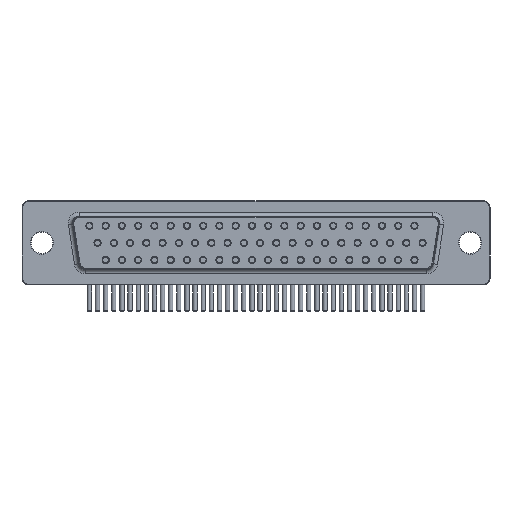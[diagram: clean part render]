
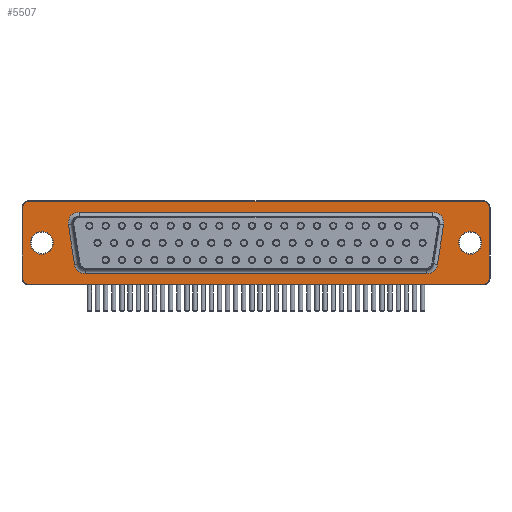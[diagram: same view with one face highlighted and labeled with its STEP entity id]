
A CAD part, front view. The second image highlights one B-rep face of the part: STEP entity #5507.
In plain terms, the highlighted planar face has unit normal (0, -1, 0).
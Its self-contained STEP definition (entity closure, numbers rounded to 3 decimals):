
#4750 = VERTEX_POINT('',#4751);
#4751 = CARTESIAN_POINT('',(-51.315,-14.78,8.959));
#4758 = EDGE_CURVE('',#4750,#4759,#4761,.T.);
#4759 = VERTEX_POINT('',#4760);
#4760 = CARTESIAN_POINT('',(-49.733,-14.78,10.8));
#4761 = CIRCLE('',#4762,1.6);
#4762 = AXIS2_PLACEMENT_3D('',#4763,#4764,#4765);
#4763 = CARTESIAN_POINT('',(-49.733,-14.78,9.2));
#4764 = DIRECTION('',(0.,1.,0.));
#4765 = DIRECTION('',(-0.989,0.,
-0.151));
#4786 = VERTEX_POINT('',#4787);
#4787 = CARTESIAN_POINT('',(2.738,-14.78,10.8));
#4794 = EDGE_CURVE('',#4759,#4786,#4795,.T.);
#4795 = LINE('',#4796,#4797);
#4796 = CARTESIAN_POINT('',(-49.733,-14.78,10.8));
#4797 = VECTOR('',#4798,1.);
#4798 = DIRECTION('',(1.,0.,0.));
#4809 = VERTEX_POINT('',#4810);
#4810 = CARTESIAN_POINT('',(-50.415,-14.78,3.059));
#4819 = EDGE_CURVE('',#4809,#4750,#4820,.T.);
#4820 = LINE('',#4821,#4822);
#4821 = CARTESIAN_POINT('',(-50.415,-14.78,3.059));
#4822 = VECTOR('',#4823,1.);
#4823 = DIRECTION('',(-0.151,0.,0.989)
);
#4834 = EDGE_CURVE('',#4786,#4835,#4837,.T.);
#4835 = VERTEX_POINT('',#4836);
#4836 = CARTESIAN_POINT('',(4.32,-14.78,8.959));
#4837 = CIRCLE('',#4838,1.6);
#4838 = AXIS2_PLACEMENT_3D('',#4839,#4840,#4841);
#4839 = CARTESIAN_POINT('',(2.738,-14.78,9.2));
#4840 = DIRECTION('',(0.,1.,0.));
#4841 = DIRECTION('',(0.,0.,1.));
#4860 = VERTEX_POINT('',#4861);
#4861 = CARTESIAN_POINT('',(-48.833,-14.78,1.7));
#4868 = EDGE_CURVE('',#4860,#4809,#4869,.T.);
#4869 = CIRCLE('',#4870,1.6);
#4870 = AXIS2_PLACEMENT_3D('',#4871,#4872,#4873);
#4871 = CARTESIAN_POINT('',(-48.833,-14.78,3.3));
#4872 = DIRECTION('',(0.,1.,0.));
#4873 = DIRECTION('',(0.,0.,-1.));
#4888 = VERTEX_POINT('',#4889);
#4889 = CARTESIAN_POINT('',(3.42,-14.78,3.059));
#4896 = EDGE_CURVE('',#4835,#4888,#4897,.T.);
#4897 = LINE('',#4898,#4899);
#4898 = CARTESIAN_POINT('',(4.32,-14.78,8.959));
#4899 = VECTOR('',#4900,1.);
#4900 = DIRECTION('',(-0.151,0.,
-0.989));
#4911 = VERTEX_POINT('',#4912);
#4912 = CARTESIAN_POINT('',(1.838,-14.78,1.7));
#4921 = EDGE_CURVE('',#4911,#4860,#4922,.T.);
#4922 = LINE('',#4923,#4924);
#4923 = CARTESIAN_POINT('',(1.838,-14.78,1.7));
#4924 = VECTOR('',#4925,1.);
#4925 = DIRECTION('',(-1.,0.,0.));
#4936 = EDGE_CURVE('',#4888,#4911,#4937,.T.);
#4937 = CIRCLE('',#4938,1.6);
#4938 = AXIS2_PLACEMENT_3D('',#4939,#4940,#4941);
#4939 = CARTESIAN_POINT('',(1.838,-14.78,3.3));
#4940 = DIRECTION('',(0.,1.,0.));
#4941 = DIRECTION('',(0.989,0.,-0.151
));
#5507 = ADVANCED_FACE('',(#5508,#5518,#5588,#5599),#5610,.T.);
#5508 = FACE_BOUND('',#5509,.T.);
#5509 = EDGE_LOOP('',(#5510,#5511,#5512,#5513,#5514,#5515,#5516,#5517));
#5510 = ORIENTED_EDGE('',*,*,#4834,.T.);
#5511 = ORIENTED_EDGE('',*,*,#4896,.T.);
#5512 = ORIENTED_EDGE('',*,*,#4936,.T.);
#5513 = ORIENTED_EDGE('',*,*,#4921,.T.);
#5514 = ORIENTED_EDGE('',*,*,#4868,.T.);
#5515 = ORIENTED_EDGE('',*,*,#4819,.T.);
#5516 = ORIENTED_EDGE('',*,*,#4758,.T.);
#5517 = ORIENTED_EDGE('',*,*,#4794,.T.);
#5518 = FACE_BOUND('',#5519,.T.);
#5519 = EDGE_LOOP('',(#5520,#5530,#5539,#5547,#5556,#5564,#5573,#5581));
#5520 = ORIENTED_EDGE('',*,*,#5521,.T.);
#5521 = EDGE_CURVE('',#5522,#5524,#5526,.T.);
#5522 = VERTEX_POINT('',#5523);
#5523 = CARTESIAN_POINT('',(10.203,-14.78,12.4));
#5524 = VERTEX_POINT('',#5525);
#5525 = CARTESIAN_POINT('',(-57.198,-14.78,12.4));
#5526 = LINE('',#5527,#5528);
#5527 = CARTESIAN_POINT('',(10.203,-14.78,12.4));
#5528 = VECTOR('',#5529,1.);
#5529 = DIRECTION('',(-1.,0.,0.));
#5530 = ORIENTED_EDGE('',*,*,#5531,.T.);
#5531 = EDGE_CURVE('',#5524,#5532,#5534,.T.);
#5532 = VERTEX_POINT('',#5533);
#5533 = CARTESIAN_POINT('',(-58.098,-14.78,11.5));
#5534 = CIRCLE('',#5535,0.9);
#5535 = AXIS2_PLACEMENT_3D('',#5536,#5537,#5538);
#5536 = CARTESIAN_POINT('',(-57.198,-14.78,11.5));
#5537 = DIRECTION('',(0.,-1.,0.));
#5538 = DIRECTION('',(0.,0.,1.));
#5539 = ORIENTED_EDGE('',*,*,#5540,.T.);
#5540 = EDGE_CURVE('',#5532,#5541,#5543,.T.);
#5541 = VERTEX_POINT('',#5542);
#5542 = CARTESIAN_POINT('',(-58.098,-14.78,1.));
#5543 = LINE('',#5544,#5545);
#5544 = CARTESIAN_POINT('',(-58.098,-14.78,11.5));
#5545 = VECTOR('',#5546,1.);
#5546 = DIRECTION('',(0.,0.,-1.));
#5547 = ORIENTED_EDGE('',*,*,#5548,.T.);
#5548 = EDGE_CURVE('',#5541,#5549,#5551,.T.);
#5549 = VERTEX_POINT('',#5550);
#5550 = CARTESIAN_POINT('',(-57.198,-14.78,0.1));
#5551 = CIRCLE('',#5552,0.9);
#5552 = AXIS2_PLACEMENT_3D('',#5553,#5554,#5555);
#5553 = CARTESIAN_POINT('',(-57.198,-14.78,1.));
#5554 = DIRECTION('',(0.,-1.,0.));
#5555 = DIRECTION('',(-1.,0.,0.));
#5556 = ORIENTED_EDGE('',*,*,#5557,.T.);
#5557 = EDGE_CURVE('',#5549,#5558,#5560,.T.);
#5558 = VERTEX_POINT('',#5559);
#5559 = CARTESIAN_POINT('',(10.203,-14.78,0.1));
#5560 = LINE('',#5561,#5562);
#5561 = CARTESIAN_POINT('',(-57.198,-14.78,0.1));
#5562 = VECTOR('',#5563,1.);
#5563 = DIRECTION('',(1.,0.,0.));
#5564 = ORIENTED_EDGE('',*,*,#5565,.T.);
#5565 = EDGE_CURVE('',#5558,#5566,#5568,.T.);
#5566 = VERTEX_POINT('',#5567);
#5567 = CARTESIAN_POINT('',(11.103,-14.78,1.));
#5568 = CIRCLE('',#5569,0.9);
#5569 = AXIS2_PLACEMENT_3D('',#5570,#5571,#5572);
#5570 = CARTESIAN_POINT('',(10.203,-14.78,1.));
#5571 = DIRECTION('',(0.,-1.,0.));
#5572 = DIRECTION('',(0.,0.,-1.));
#5573 = ORIENTED_EDGE('',*,*,#5574,.T.);
#5574 = EDGE_CURVE('',#5566,#5575,#5577,.T.);
#5575 = VERTEX_POINT('',#5576);
#5576 = CARTESIAN_POINT('',(11.103,-14.78,11.5));
#5577 = LINE('',#5578,#5579);
#5578 = CARTESIAN_POINT('',(11.103,-14.78,1.));
#5579 = VECTOR('',#5580,1.);
#5580 = DIRECTION('',(0.,0.,1.));
#5581 = ORIENTED_EDGE('',*,*,#5582,.T.);
#5582 = EDGE_CURVE('',#5575,#5522,#5583,.T.);
#5583 = CIRCLE('',#5584,0.9);
#5584 = AXIS2_PLACEMENT_3D('',#5585,#5586,#5587);
#5585 = CARTESIAN_POINT('',(10.203,-14.78,11.5));
#5586 = DIRECTION('',(0.,-1.,0.));
#5587 = DIRECTION('',(1.,0.,0.));
#5588 = FACE_BOUND('',#5589,.T.);
#5589 = EDGE_LOOP('',(#5590));
#5590 = ORIENTED_EDGE('',*,*,#5591,.F.);
#5591 = EDGE_CURVE('',#5592,#5592,#5594,.T.);
#5592 = VERTEX_POINT('',#5593);
#5593 = CARTESIAN_POINT('',(-53.548,-14.78,6.25));
#5594 = CIRCLE('',#5595,1.7);
#5595 = AXIS2_PLACEMENT_3D('',#5596,#5597,#5598);
#5596 = CARTESIAN_POINT('',(-55.248,-14.78,6.25));
#5597 = DIRECTION('',(0.,-1.,0.));
#5598 = DIRECTION('',(1.,0.,0.));
#5599 = FACE_BOUND('',#5600,.T.);
#5600 = EDGE_LOOP('',(#5601));
#5601 = ORIENTED_EDGE('',*,*,#5602,.F.);
#5602 = EDGE_CURVE('',#5603,#5603,#5605,.T.);
#5603 = VERTEX_POINT('',#5604);
#5604 = CARTESIAN_POINT('',(9.953,-14.78,6.25));
#5605 = CIRCLE('',#5606,1.7);
#5606 = AXIS2_PLACEMENT_3D('',#5607,#5608,#5609);
#5607 = CARTESIAN_POINT('',(8.253,-14.78,6.25));
#5608 = DIRECTION('',(0.,-1.,0.));
#5609 = DIRECTION('',(1.,0.,0.));
#5610 = PLANE('',#5611);
#5611 = AXIS2_PLACEMENT_3D('',#5612,#5613,#5614);
#5612 = CARTESIAN_POINT('',(-23.498,-14.78,6.25));
#5613 = DIRECTION('',(0.,-1.,0.));
#5614 = DIRECTION('',(1.,0.,0.));
